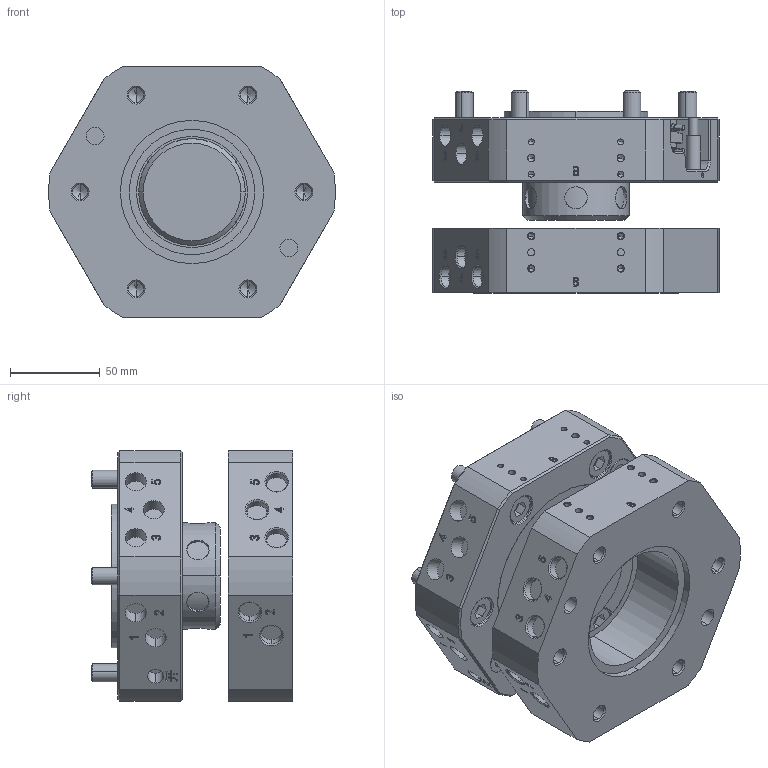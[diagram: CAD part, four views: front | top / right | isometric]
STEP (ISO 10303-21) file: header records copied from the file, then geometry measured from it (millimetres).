
FILE_DESCRIPTION (( 'STEP AP203' ), '1' );
FILE_NAME ('QTC100.STEP', '2025-07-25T08:35:56', ( 'USER-' ), ( 'Microsoft' ), 'SwSTEP 2.0', 'SolidWorks 2018', '' );
FILE_SCHEMA (( 'CONFIG_CONTROL_DESIGN' ));
Length unit declared in the file: millimetre
Products named in the file (13): QTC100-M-08 鼠攫詩杶; QTC100-T-11 譫攫詩杶; QTC100-M-03 鼠攫詩迖; QTC100-T-09 結遠; QTC100-T-10 譫攫翋釱; 8mm醱諉輪; QTC換覜ん揤輸; QTC100-M-01 鼠攫翋釱; QTC100-T; 4mm眻噤換覜ん; QTC100-M; 内六角圆柱头螺钉[GBT70_1-2008][M10×40]; QTC100
Assembly tree (21 placements, depth 3):
  QTC100
    QTC100-M
      QTC100-M-01 鼠攫翋釱
      QTC100-M-03 鼠攫詩迖
      QTC100-M-08 鼠攫詩杶  x2
      QTC換覜ん揤輸  x2
      4mm眻噤換覜ん  x2
      8mm醱諉輪
      内六角圆柱头螺钉[GBT70_1-2008][M10×40]  x6
    QTC100-T
      QTC100-T-09 結遠
      QTC100-T-10 譫攫翋釱
      QTC100-T-11 譫攫詩杶  x2
Bounding box: 159.84 x 112.65 x 140 mm (x, y, z)
Volume: 1183518.8 mm3; surface area: 178908.7 mm2
Topology: 19 solids, 19 shells, 981 faces, 2307 edges, 1443 vertices
Faces by surface type: plane 398, cylinder 282, cone 171, bspline 106, torus 24
Entity records: 34113 total; most frequent: CARTESIAN_POINT 14132, ORIENTED_EDGE 3798, DIRECTION 3612, EDGE_CURVE 1899, AXIS2_PLACEMENT_3D 1267, VERTEX_POINT 1219, LINE 1078, VECTOR 1078
